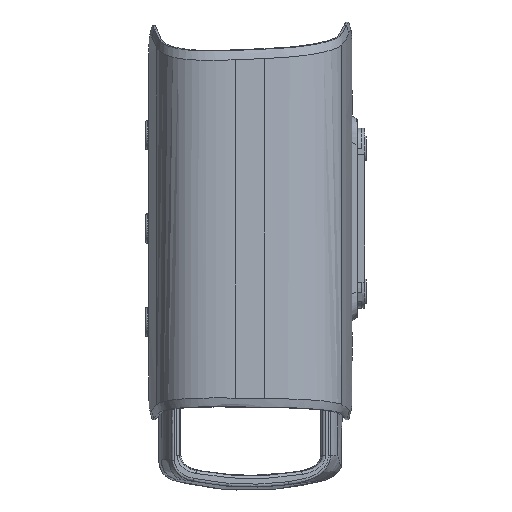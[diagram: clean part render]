
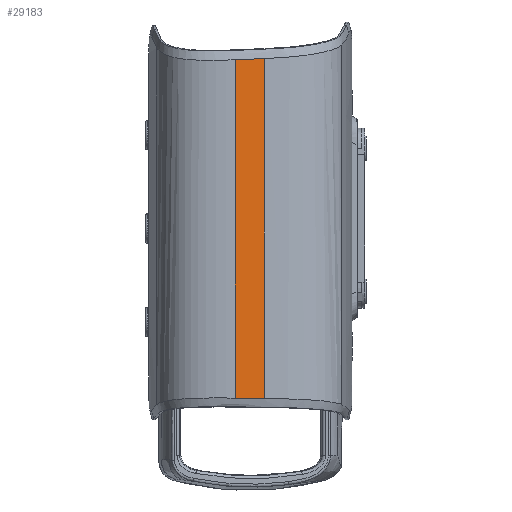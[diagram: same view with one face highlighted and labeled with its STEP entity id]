
A CAD part, left-side view. The second image highlights one B-rep face of the part: STEP entity #29183.
In plain terms, the highlighted planar face has unit normal (-0.995, -0.096, 0).
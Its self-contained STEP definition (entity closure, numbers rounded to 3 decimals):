
#984 = CARTESIAN_POINT ( 'NONE',  ( -89.904, -3.477, -100.671 ) ) ;
#2277 = CARTESIAN_POINT ( 'NONE',  ( -90.385, 1.523, -100.616 ) ) ;
#3363 = EDGE_CURVE ( 'NONE', #43825, #17858, #71591, .T. ) ;
#7794 = CARTESIAN_POINT ( 'NONE',  ( -89.743, -5.144, 15.727 ) ) ;
#12559 = CARTESIAN_POINT ( 'NONE',  ( -90.706, 4.856, -130. ) ) ;
#13400 = DIRECTION ( 'NONE',  ( 0., 0., 1. ) ) ;
#14347 = CARTESIAN_POINT ( 'NONE',  ( -90.305, 0.69, -100.625 ) ) ;
#15280 = CARTESIAN_POINT ( 'NONE',  ( -89.823, -4.31, 15.701 ) ) ;
#16715 = EDGE_CURVE ( 'NONE', #17780, #25070, #34306, .T. ) ;
#17780 = VERTEX_POINT ( 'NONE', #17912 ) ;
#17858 = VERTEX_POINT ( 'NONE', #67376 ) ;
#17912 = CARTESIAN_POINT ( 'NONE',  ( -89.743, -5.144, -100.677 ) ) ;
#19569 = B_SPLINE_CURVE_WITH_KNOTS ( 'NONE', 3,
 ( #79813, #27704, #47077, #2277, #14347, #54393, #33331, #984, #53963, #80663, #47504 ),
 .UNSPECIFIED., .F., .F.,
 ( 4, 2, 2, 1, 2, 4 ),
 ( 0., 0.003, 0.005, 0.008, 0.009, 0.01 ),
 .UNSPECIFIED. ) ;
#19828 = CARTESIAN_POINT ( 'NONE',  ( -90.706, 4.856, -130. ) ) ;
#20244 = DIRECTION ( 'NONE',  ( -0.995, -0.096, 0. ) ) ;
#20877 = CARTESIAN_POINT ( 'NONE',  ( -89.743, -5.144, 15.727 ) ) ;
#25070 = VERTEX_POINT ( 'NONE', #7794 ) ;
#26180 = VECTOR ( 'NONE', #13400, 1000. ) ;
#26946 = CARTESIAN_POINT ( 'NONE',  ( -90.225, -0.144, 15.53 ) ) ;
#27704 = CARTESIAN_POINT ( 'NONE',  ( -90.626, 4.023, -100.607 ) ) ;
#28218 = CARTESIAN_POINT ( 'NONE',  ( -90.024, -2.227, 15.618 ) ) ;
#29183 = ADVANCED_FACE ( 'NONE', ( #53400 ), #71554, .T. ) ;
#31969 = ORIENTED_EDGE ( 'NONE', *, *, #3363, .F. ) ;
#33216 = EDGE_CURVE ( 'NONE', #17858, #25070, #58849, .T. ) ;
#33331 = CARTESIAN_POINT ( 'NONE',  ( -90.024, -2.227, -100.66 ) ) ;
#34306 = LINE ( 'NONE', #80800, #65218 ) ;
#34688 = CARTESIAN_POINT ( 'NONE',  ( -90.626, 4.023, 15.379 ) ) ;
#38139 = AXIS2_PLACEMENT_3D ( 'NONE', #19828, #20244, #71135 ) ;
#41134 = CARTESIAN_POINT ( 'NONE',  ( -90.546, 3.19, 15.401 ) ) ;
#43825 = VERTEX_POINT ( 'NONE', #67849 ) ;
#47077 = CARTESIAN_POINT ( 'NONE',  ( -90.546, 3.19, -100.604 ) ) ;
#47504 = CARTESIAN_POINT ( 'NONE',  ( -89.743, -5.144, -100.677 ) ) ;
#52058 = EDGE_CURVE ( 'NONE', #43825, #17780, #19569, .T. ) ;
#53400 = FACE_OUTER_BOUND ( 'NONE', #78390, .T. ) ;
#53615 = CARTESIAN_POINT ( 'NONE',  ( -90.706, 4.856, 15.335 ) ) ;
#53963 = CARTESIAN_POINT ( 'NONE',  ( -89.823, -4.31, -100.677 ) ) ;
#54393 = CARTESIAN_POINT ( 'NONE',  ( -90.144, -0.977, -100.644 ) ) ;
#54470 = CARTESIAN_POINT ( 'NONE',  ( -89.904, -3.477, 15.668 ) ) ;
#58849 = B_SPLINE_CURVE_WITH_KNOTS ( 'NONE', 3,
 ( #53615, #34688, #41134, #60949, #26946, #28218, #54470, #15280, #79893, #20877 ),
 .UNSPECIFIED., .F., .F.,
 ( 4, 2, 1, 1, 2, 4 ),
 ( 0., 0.003, 0.005, 0.008, 0.009, 0.01 ),
 .UNSPECIFIED. ) ;
#60949 = CARTESIAN_POINT ( 'NONE',  ( -90.385, 1.523, 15.463 ) ) ;
#65218 = VECTOR ( 'NONE', #75217, 1000. ) ;
#67376 = CARTESIAN_POINT ( 'NONE',  ( -90.706, 4.856, 15.335 ) ) ;
#67849 = CARTESIAN_POINT ( 'NONE',  ( -90.706, 4.856, -100.589 ) ) ;
#68202 = ORIENTED_EDGE ( 'NONE', *, *, #16715, .T. ) ;
#71135 = DIRECTION ( 'NONE',  ( 0.096, -0.995, 0. ) ) ;
#71554 = PLANE ( 'NONE',  #38139 ) ;
#71591 = LINE ( 'NONE', #12559, #26180 ) ;
#75217 = DIRECTION ( 'NONE',  ( 0., 0., 1. ) ) ;
#75426 = ORIENTED_EDGE ( 'NONE', *, *, #52058, .T. ) ;
#78390 = EDGE_LOOP ( 'NONE', ( #79811, #31969, #75426, #68202 ) ) ;
#79811 = ORIENTED_EDGE ( 'NONE', *, *, #33216, .F. ) ;
#79813 = CARTESIAN_POINT ( 'NONE',  ( -90.706, 4.856, -100.589 ) ) ;
#79893 = CARTESIAN_POINT ( 'NONE',  ( -89.783, -4.727, 15.717 ) ) ;
#80663 = CARTESIAN_POINT ( 'NONE',  ( -89.783, -4.727, -100.68 ) ) ;
#80800 = CARTESIAN_POINT ( 'NONE',  ( -89.743, -5.144, -130. ) ) ;
